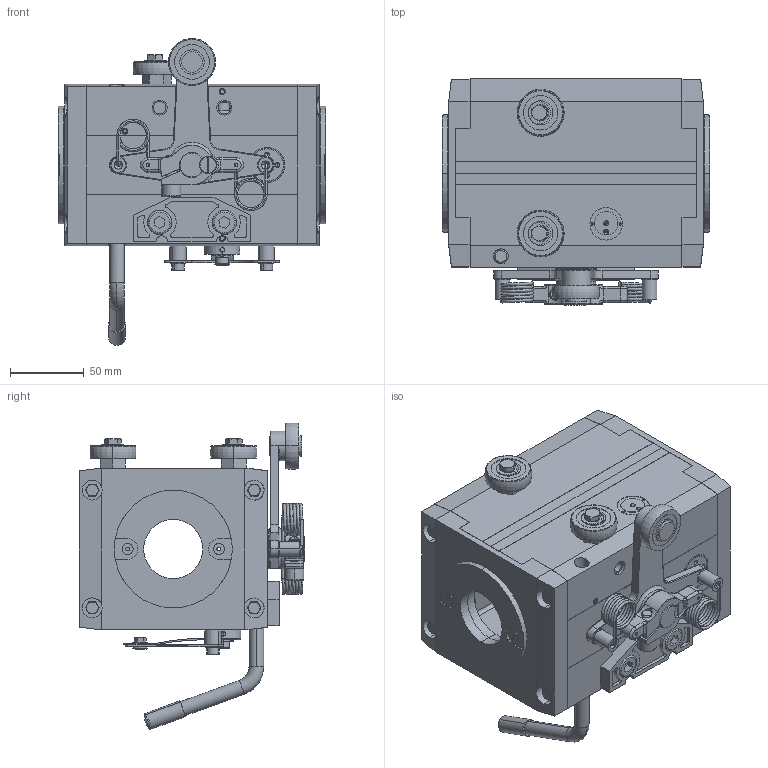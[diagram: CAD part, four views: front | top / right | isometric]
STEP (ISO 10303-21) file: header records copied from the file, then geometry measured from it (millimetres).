
FILE_DESCRIPTION (( 'STEP AP214' ), '1' );
FILE_NAME ('RG3-40-2MCRF Drehrichtung links.STEP', '2019-10-18T05:49:06', ( '' ), ( '' ), 'SwSTEP 2.0', 'SolidWorks 2019', '' );
FILE_SCHEMA (( 'AUTOMOTIVE_DESIGN' ));
Length unit declared in the file: millimetre
Products named in the file (1): RG3-40-2MCRF Drehrichtung links
Bounding box: 182 x 153.5 x 208.46 mm (x, y, z)
Volume: 1018767.3 mm3; surface area: 373448.2 mm2
Topology: 75 solids, 75 shells, 3321 faces, 8595 edges, 5493 vertices
Faces by surface type: plane 1539, cylinder 1127, cone 333, torus 154, bspline 142, sphere 26
Entity records: 149048 total; most frequent: CARTESIAN_POINT 30711, ORIENTED_EDGE 17048, DIRECTION 16780, EDGE_CURVE 8524, AXIS2_PLACEMENT_3D 6046, VERTEX_POINT 5493, VECTOR 4688, LINE 4688
